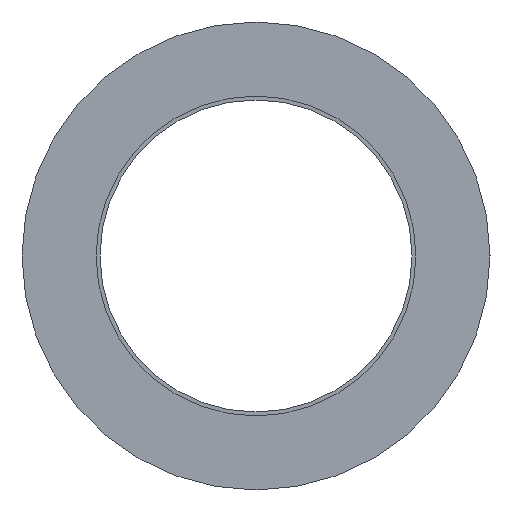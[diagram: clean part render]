
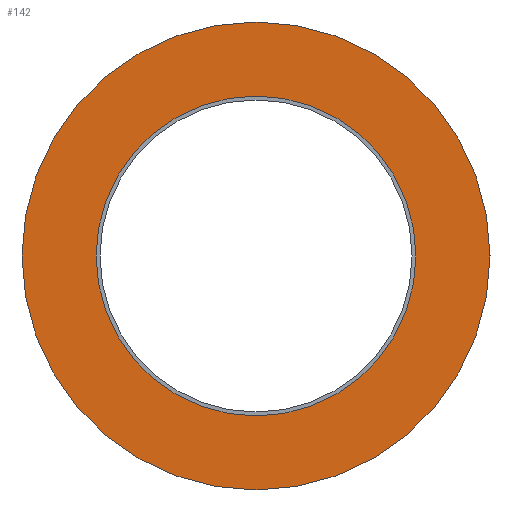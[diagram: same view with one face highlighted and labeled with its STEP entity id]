
A CAD part, left-side view. The second image highlights one B-rep face of the part: STEP entity #142.
In plain terms, the highlighted planar face has unit normal (-1, 0, 0).
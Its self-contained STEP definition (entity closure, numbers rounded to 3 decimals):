
#72 = VERTEX_POINT( '', #168 );
#76 = EDGE_CURVE( '', #104, #72, #172, .T. );
#80 = EDGE_CURVE( '', #82, #140, #176, .T. );
#82 = VERTEX_POINT( '', #178 );
#92 = EDGE_CURVE( '', #72, #104, #188, .T. );
#100 = EDGE_CURVE( '', #140, #82, #198, .T. );
#104 = VERTEX_POINT( '', #204 );
#140 = VERTEX_POINT( '', #246 );
#142 = ADVANCED_FACE( '', ( #248, #249 ), #250, .T. );
#168 = CARTESIAN_POINT( '', ( 0., 4.1, 0. ) );
#172 = CIRCLE( '', #278, 4.1 );
#176 = CIRCLE( '', #283, 6. );
#178 = CARTESIAN_POINT( '', ( 0., -6., 0. ) );
#188 = CIRCLE( '', #299, 4.1 );
#198 = CIRCLE( '', #311, 6. );
#204 = CARTESIAN_POINT( '', ( 0., -4.1, 0. ) );
#246 = CARTESIAN_POINT( '', ( 0., 6., 0. ) );
#248 = FACE_BOUND( '', #369, .T. );
#249 = FACE_OUTER_BOUND( '', #370, .T. );
#250 = PLANE( '', #371 );
#278 = AXIS2_PLACEMENT_3D( '', #384, #385, #386 );
#283 = AXIS2_PLACEMENT_3D( '', #387, #388, #389 );
#299 = AXIS2_PLACEMENT_3D( '', #394, #395, #396 );
#311 = AXIS2_PLACEMENT_3D( '', #416, #417, #418 );
#369 = EDGE_LOOP( '', ( #481, #482 ) );
#370 = EDGE_LOOP( '', ( #483, #484 ) );
#371 = AXIS2_PLACEMENT_3D( '', #485, #486, #487 );
#384 = CARTESIAN_POINT( '', ( 0., 0., 0. ) );
#385 = DIRECTION( '', ( -1., 0., 0. ) );
#386 = DIRECTION( '', ( 0., 1., 0. ) );
#387 = CARTESIAN_POINT( '', ( 0., 0., 0. ) );
#388 = DIRECTION( '', ( -1., 0., 0. ) );
#389 = DIRECTION( '', ( 0., 1., 0. ) );
#394 = CARTESIAN_POINT( '', ( 0., 0., 0. ) );
#395 = DIRECTION( '', ( -1., 0., 0. ) );
#396 = DIRECTION( '', ( 0., 1., 0. ) );
#416 = CARTESIAN_POINT( '', ( 0., 0., 0. ) );
#417 = DIRECTION( '', ( -1., 0., 0. ) );
#418 = DIRECTION( '', ( 0., 1., 0. ) );
#481 = ORIENTED_EDGE( '', *, *, #92, .F. );
#482 = ORIENTED_EDGE( '', *, *, #76, .F. );
#483 = ORIENTED_EDGE( '', *, *, #100, .T. );
#484 = ORIENTED_EDGE( '', *, *, #80, .T. );
#485 = CARTESIAN_POINT( '', ( 0., 5.05, 0. ) );
#486 = DIRECTION( '', ( -1., 0., 0. ) );
#487 = DIRECTION( '', ( 0., 1., 0. ) );
